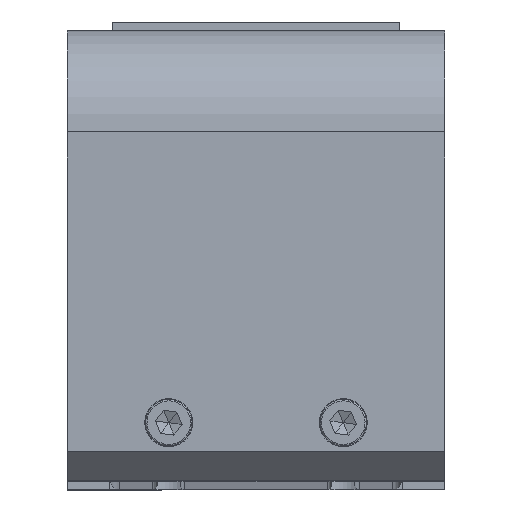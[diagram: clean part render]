
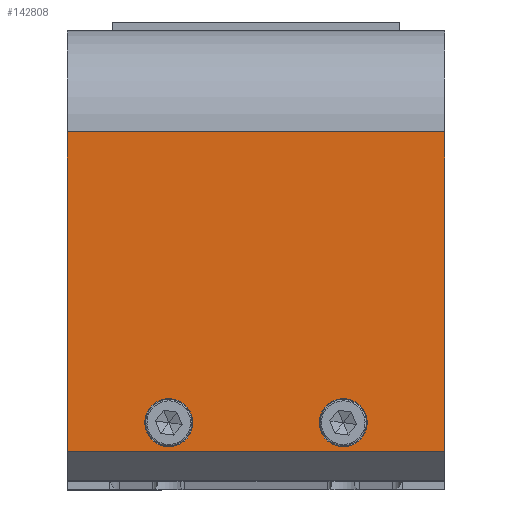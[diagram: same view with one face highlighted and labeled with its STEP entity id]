
A CAD part, top view. The second image highlights one B-rep face of the part: STEP entity #142808.
In plain terms, the highlighted planar face has unit normal (0, 0, 1).
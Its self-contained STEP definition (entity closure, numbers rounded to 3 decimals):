
#2566 = ORIENTED_EDGE ( 'NONE', *, *, #92519, .F. ) ;
#4627 = DIRECTION ( 'NONE',  ( -1., 0., 0. ) ) ;
#5726 = LINE ( 'NONE', #190910, #44061 ) ;
#7062 = VECTOR ( 'NONE', #177459, 1000. ) ;
#9038 = VERTEX_POINT ( 'NONE', #46755 ) ;
#11502 = VERTEX_POINT ( 'NONE', #163324 ) ;
#13669 = EDGE_CURVE ( 'NONE', #116104, #56902, #203433, .T. ) ;
#13833 = DIRECTION ( 'NONE',  ( 0., 0., 1. ) ) ;
#15617 = EDGE_CURVE ( 'NONE', #100513, #9038, #128433, .T. ) ;
#20557 = EDGE_LOOP ( 'NONE', ( #107383, #43326 ) ) ;
#21104 = CARTESIAN_POINT ( 'NONE',  ( 78.467, 197.762, 762.525 ) ) ;
#21681 = CARTESIAN_POINT ( 'NONE',  ( 173.467, 207.762, 762.525 ) ) ;
#29957 = AXIS2_PLACEMENT_3D ( 'NONE', #21681, #190395, #158431 ) ;
#30683 = CARTESIAN_POINT ( 'NONE',  ( 208.467, 307.762, 762.525 ) ) ;
#30769 = CARTESIAN_POINT ( 'NONE',  ( 113.467, 207.762, 762.525 ) ) ;
#32908 = DIRECTION ( 'NONE',  ( 0., 0., 1. ) ) ;
#35718 = EDGE_CURVE ( 'NONE', #41506, #117114, #85694, .T. ) ;
#41506 = VERTEX_POINT ( 'NONE', #44897 ) ;
#43326 = ORIENTED_EDGE ( 'NONE', *, *, #139433, .F. ) ;
#44061 = VECTOR ( 'NONE', #176538, 1000. ) ;
#44897 = CARTESIAN_POINT ( 'NONE',  ( 121.717, 207.762, 762.525 ) ) ;
#46755 = CARTESIAN_POINT ( 'NONE',  ( 165.217, 207.762, 762.525 ) ) ;
#46882 = PLANE ( 'NONE',  #59166 ) ;
#50920 = FACE_OUTER_BOUND ( 'NONE', #144144, .T. ) ;
#52928 = CIRCLE ( 'NONE', #29957, 8.25 ) ;
#55931 = CARTESIAN_POINT ( 'NONE',  ( 78.467, 307.762, 762.525 ) ) ;
#56715 = ORIENTED_EDGE ( 'NONE', *, *, #151272, .T. ) ;
#56902 = VERTEX_POINT ( 'NONE', #173208 ) ;
#59166 = AXIS2_PLACEMENT_3D ( 'NONE', #164965, #82861, #4627 ) ;
#62780 = AXIS2_PLACEMENT_3D ( 'NONE', #30769, #141674, #189059 ) ;
#66762 = ORIENTED_EDGE ( 'NONE', *, *, #13669, .T. ) ;
#76440 = DIRECTION ( 'NONE',  ( 0., -1., 0. ) ) ;
#79446 = LINE ( 'NONE', #188383, #198222 ) ;
#82861 = DIRECTION ( 'NONE',  ( 0., 0., -1. ) ) ;
#85694 = CIRCLE ( 'NONE', #62780, 8.25 ) ;
#91150 = CARTESIAN_POINT ( 'NONE',  ( 181.717, 207.762, 762.525 ) ) ;
#92519 = EDGE_CURVE ( 'NONE', #9038, #100513, #52928, .T. ) ;
#95699 = CARTESIAN_POINT ( 'NONE',  ( 105.217, 207.762, 762.525 ) ) ;
#100513 = VERTEX_POINT ( 'NONE', #91150 ) ;
#107383 = ORIENTED_EDGE ( 'NONE', *, *, #35718, .F. ) ;
#113339 = CARTESIAN_POINT ( 'NONE',  ( 208.467, 307.762, 762.525 ) ) ;
#116104 = VERTEX_POINT ( 'NONE', #55931 ) ;
#116730 = ORIENTED_EDGE ( 'NONE', *, *, #144032, .F. ) ;
#117114 = VERTEX_POINT ( 'NONE', #95699 ) ;
#121857 = AXIS2_PLACEMENT_3D ( 'NONE', #173781, #32908, #158269 ) ;
#127333 = VERTEX_POINT ( 'NONE', #30683 ) ;
#128099 = EDGE_LOOP ( 'NONE', ( #129270, #2566 ) ) ;
#128433 = CIRCLE ( 'NONE', #121857, 8.25 ) ;
#128991 = FACE_BOUND ( 'NONE', #128099, .T. ) ;
#129270 = ORIENTED_EDGE ( 'NONE', *, *, #15617, .F. ) ;
#129520 = ORIENTED_EDGE ( 'NONE', *, *, #188400, .F. ) ;
#131882 = CIRCLE ( 'NONE', #181312, 8.25 ) ;
#139433 = EDGE_CURVE ( 'NONE', #117114, #41506, #131882, .T. ) ;
#141674 = DIRECTION ( 'NONE',  ( 0., 0., 1. ) ) ;
#142808 = ADVANCED_FACE ( 'NONE', ( #143436, #128991, #50920 ), #46882, .F. ) ;
#143436 = FACE_BOUND ( 'NONE', #20557, .T. ) ;
#144032 = EDGE_CURVE ( 'NONE', #11502, #56902, #5726, .T. ) ;
#144144 = EDGE_LOOP ( 'NONE', ( #66762, #116730, #129520, #56715 ) ) ;
#151272 = EDGE_CURVE ( 'NONE', #127333, #116104, #191599, .T. ) ;
#158269 = DIRECTION ( 'NONE',  ( 1., 0., 0. ) ) ;
#158431 = DIRECTION ( 'NONE',  ( 1., 0., 0. ) ) ;
#162680 = DIRECTION ( 'NONE',  ( -1., 0., 0. ) ) ;
#163324 = CARTESIAN_POINT ( 'NONE',  ( 208.467, 197.762, 762.525 ) ) ;
#164965 = CARTESIAN_POINT ( 'NONE',  ( 208.467, 197.762, 762.525 ) ) ;
#170107 = CARTESIAN_POINT ( 'NONE',  ( 113.467, 207.762, 762.525 ) ) ;
#173208 = CARTESIAN_POINT ( 'NONE',  ( 78.467, 197.762, 762.525 ) ) ;
#173781 = CARTESIAN_POINT ( 'NONE',  ( 173.467, 207.762, 762.525 ) ) ;
#176538 = DIRECTION ( 'NONE',  ( -1., 0., 0. ) ) ;
#177459 = DIRECTION ( 'NONE',  ( 0., -1., 0. ) ) ;
#181044 = VECTOR ( 'NONE', #162680, 1000. ) ;
#181312 = AXIS2_PLACEMENT_3D ( 'NONE', #170107, #13833, #201948 ) ;
#188383 = CARTESIAN_POINT ( 'NONE',  ( 208.467, 197.762, 762.525 ) ) ;
#188400 = EDGE_CURVE ( 'NONE', #127333, #11502, #79446, .T. ) ;
#189059 = DIRECTION ( 'NONE',  ( 1., 0., 0. ) ) ;
#190395 = DIRECTION ( 'NONE',  ( 0., 0., 1. ) ) ;
#190910 = CARTESIAN_POINT ( 'NONE',  ( 208.467, 197.762, 762.525 ) ) ;
#191599 = LINE ( 'NONE', #113339, #181044 ) ;
#198222 = VECTOR ( 'NONE', #76440, 1000. ) ;
#201948 = DIRECTION ( 'NONE',  ( 1., 0., 0. ) ) ;
#203433 = LINE ( 'NONE', #21104, #7062 ) ;
